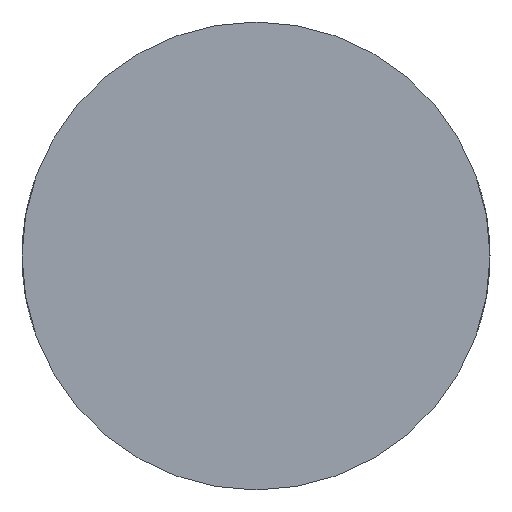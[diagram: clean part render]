
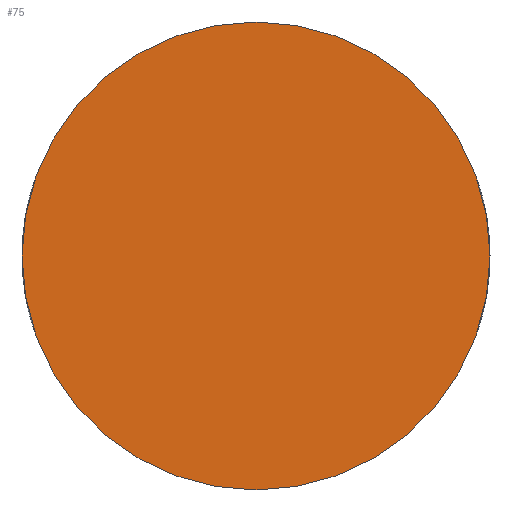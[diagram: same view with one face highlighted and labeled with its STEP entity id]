
A CAD part, left-side view. The second image highlights one B-rep face of the part: STEP entity #75.
In plain terms, the highlighted planar face has unit normal (-1, 0, 0).
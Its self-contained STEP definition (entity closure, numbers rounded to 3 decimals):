
#52=CARTESIAN_POINT('Axis2P3D Location',(-525.,0.,0.)) ;
#57=CARTESIAN_POINT('Axis2P3D Location',(-525.,0.,0.)) ;
#61=CARTESIAN_POINT('Vertex',(-525.,-10.,0.)) ;
#63=CARTESIAN_POINT('Vertex',(-525.,10.,0.)) ;
#66=CARTESIAN_POINT('Axis2P3D Location',(-525.,0.,0.)) ;
#53=DIRECTION('Axis2P3D Direction',(1.,0.,0.)) ;
#54=DIRECTION('Axis2P3D XDirection',(0.,1.,0.)) ;
#58=DIRECTION('Axis2P3D Direction',(1.,0.,0.)) ;
#67=DIRECTION('Axis2P3D Direction',(1.,0.,0.)) ;
#55=AXIS2_PLACEMENT_3D('Plane Axis2P3D',#52,#53,#54) ;
#59=AXIS2_PLACEMENT_3D('Circle Axis2P3D',#57,#58,$) ;
#68=AXIS2_PLACEMENT_3D('Circle Axis2P3D',#66,#67,$) ;
#72=ORIENTED_EDGE('',*,*,#65,.F.) ;
#73=ORIENTED_EDGE('',*,*,#70,.F.) ;
#75=ADVANCED_FACE('Corps principal',(#74),#56,.F.) ;
#60=CIRCLE('generated circle',#59,10.) ;
#69=CIRCLE('generated circle',#68,10.) ;
#65=EDGE_CURVE('',#62,#64,#60,.T.) ;
#70=EDGE_CURVE('',#64,#62,#69,.T.) ;
#71=EDGE_LOOP('',(#72,#73)) ;
#74=FACE_OUTER_BOUND('',#71,.T.) ;
#56=PLANE('Plane',#55) ;
#62=VERTEX_POINT('',#61) ;
#64=VERTEX_POINT('',#63) ;
